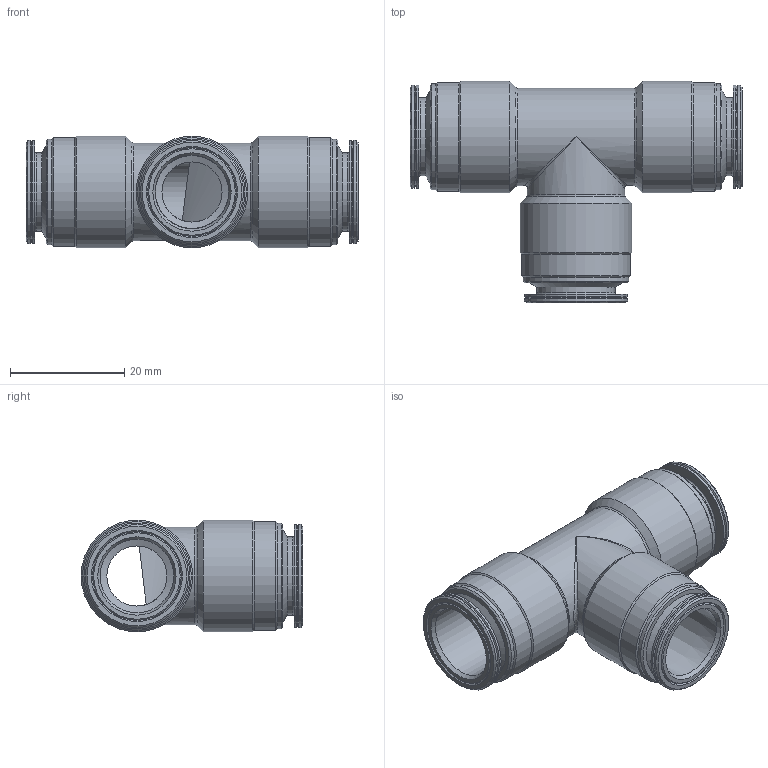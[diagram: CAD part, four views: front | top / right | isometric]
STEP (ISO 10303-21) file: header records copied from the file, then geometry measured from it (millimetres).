
FILE_DESCRIPTION(( 'MM.29.12.12.stp' ), '1');
FILE_NAME( 'MM.29.12.12.stp', '2021-03-02T15:05:51',( 'Sopra'),('sopra-pneumatic.com'), 'SwSTEP 2.0','SolidWorks 2009','' );
FILE_SCHEMA( ( 'CONFIG_CONTROL_DESIGN' ) );
Length unit declared in the file: millimetre
Products named in the file (1): NONE
Bounding box: 58 x 38.75 x 19.5 mm (x, y, z)
Volume: 10740.3 mm3; surface area: 8610.6 mm2
Topology: 1 solids, 1 shells, 85 faces, 179 edges, 100 vertices
Faces by surface type: cone 37, cylinder 28, plane 12, torus 6, bspline 2
Full cylindrical faces by diameter (mm): 10.5 x2, 12.85 x3, 13.65 x3, 17 x2, 17.5 x3, 18 x6, 18.5 x3, 19 x3, 19.5 x3
Entity records: 2086 total; most frequent: CARTESIAN_POINT 586, DIRECTION 332, ORIENTED_EDGE 180, EDGE_LOOP 170, AXIS2_PLACEMENT_3D 166, FACE_OUTER_BOUND 119, EDGE_CURVE 90, VERTEX_POINT 88
